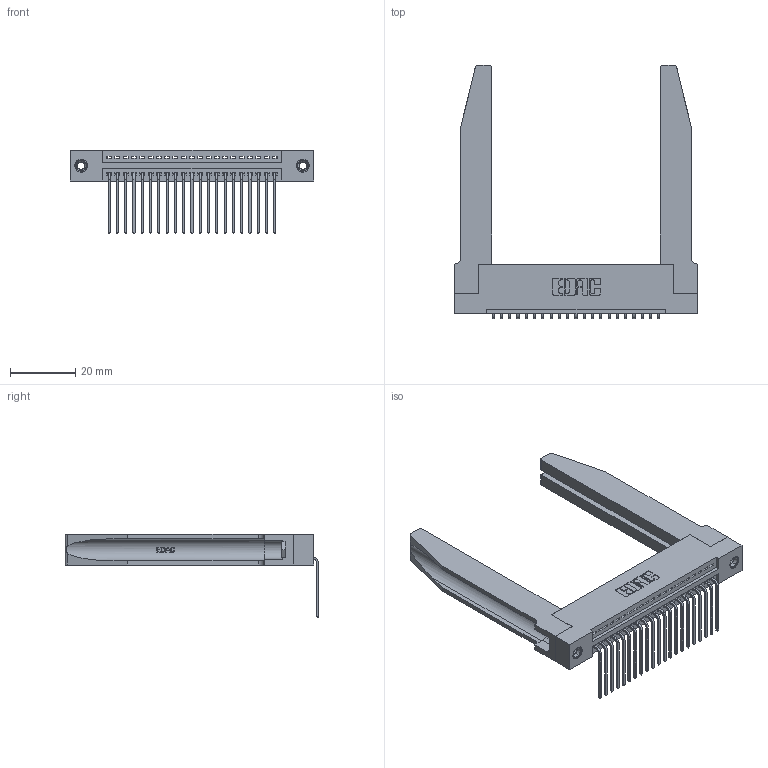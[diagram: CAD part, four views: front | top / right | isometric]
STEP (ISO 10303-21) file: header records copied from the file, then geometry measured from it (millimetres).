
FILE_DESCRIPTION (( 'STEP AP203' ), '1' );
FILE_NAME ('345-021-559-178.STEP', '2019-10-04T23:10:39', ( '' ), ( '' ), 'SwSTEP 2.0', 'SolidWorks 2016', '' );
FILE_SCHEMA (( 'CONFIG_CONTROL_DESIGN' ));
Length unit declared in the file: inch
Products named in the file (5): 345-021-559-178; 345-250-001_345-250-001-102; 345-292-001_558 559 Tail - 1; 345-220-078_345-220-078; 345 Part_Flush Mounting Lugs - 0.156 Dia-TH
Assembly tree (26 placements, depth 2):
  345-021-559-178
    345 Part_Flush Mounting Lugs - 0.156 Dia-TH
    345-292-001_558 559 Tail - 1  x21
    345-250-001_345-250-001-102  x2
    345-220-078_345-220-078  x2
Bounding box: 74.57 x 77.71 x 25.53 mm (x, y, z)
Volume: 14751.6 mm3; surface area: 16248.6 mm2
Topology: 26 solids, 26 shells, 1620 faces, 4771 edges, 3142 vertices
Faces by surface type: plane 1104, cylinder 464, bspline 36, cone 12, torus 4
Entity records: 23456 total; most frequent: CARTESIAN_POINT 4962, ORIENTED_EDGE 3814, DIRECTION 3371, EDGE_CURVE 1907, VECTOR 1597, LINE 1597, VERTEX_POINT 1264, AXIS2_PLACEMENT_3D 887
